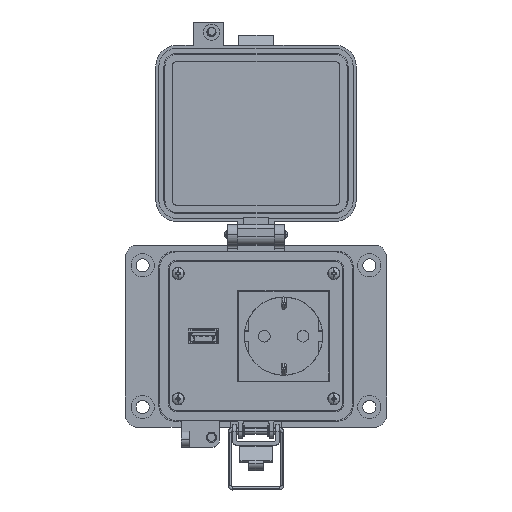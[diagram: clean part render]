
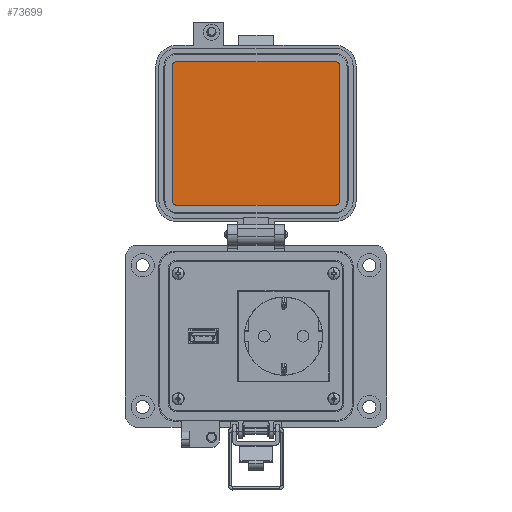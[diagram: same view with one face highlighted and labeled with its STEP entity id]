
A CAD part, top view. The second image highlights one B-rep face of the part: STEP entity #73699.
In plain terms, the highlighted planar face has unit normal (0, 0, 1).
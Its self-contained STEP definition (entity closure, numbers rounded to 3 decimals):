
#118 = DIRECTION ( 'NONE',  ( 1., 0., 0. ) ) ;
#2934 = DIRECTION ( 'NONE',  ( 0., -1., 0. ) ) ;
#2986 = VERTEX_POINT ( 'NONE', #55052 ) ;
#5402 = VERTEX_POINT ( 'NONE', #29704 ) ;
#6369 = CARTESIAN_POINT ( 'NONE',  ( 39.871, 130.108, 19.202 ) ) ;
#7482 = LINE ( 'NONE', #22025, #28730 ) ;
#10266 = DIRECTION ( 'NONE',  ( -1., 0., 0. ) ) ;
#10382 = CARTESIAN_POINT ( 'NONE',  ( 35.912, 128.688, 19.202 ) ) ;
#11046 = VECTOR ( 'NONE', #10266, 1000. ) ;
#11443 = VERTEX_POINT ( 'NONE', #50138 ) ;
#11837 = LINE ( 'NONE', #56721, #52289 ) ;
#11997 = AXIS2_PLACEMENT_3D ( 'NONE', #67523, #67101, #2934 ) ;
#14972 = ORIENTED_EDGE ( 'NONE', *, *, #52439, .F. ) ;
#17318 = EDGE_LOOP ( 'NONE', ( #77463, #56020, #80548, #47067, #14972, #60827, #52939, #39782 ) ) ;
#18151 = CARTESIAN_POINT ( 'NONE',  ( -3.279, 128.688, 19.202 ) ) ;
#21549 = CIRCLE ( 'NONE', #32456, 2.299 ) ;
#22025 = CARTESIAN_POINT ( 'NONE',  ( 38.212, 93.196, 19.202 ) ) ;
#23250 = CIRCLE ( 'NONE', #84633, 2.299 ) ;
#24267 = DIRECTION ( 'NONE',  ( 0., 1., 0. ) ) ;
#25216 = FACE_OUTER_BOUND ( 'NONE', #17318, .T. ) ;
#26089 = EDGE_CURVE ( 'NONE', #5402, #36145, #42755, .T. ) ;
#26821 = DIRECTION ( 'NONE',  ( 1., 0., 0. ) ) ;
#28045 = AXIS2_PLACEMENT_3D ( 'NONE', #6369, #58094, #51682 ) ;
#28286 = CARTESIAN_POINT ( 'NONE',  ( -42.469, 126.389, 19.202 ) ) ;
#28730 = VECTOR ( 'NONE', #39957, 1000. ) ;
#28766 = EDGE_CURVE ( 'NONE', #2986, #5402, #62457, .T. ) ;
#29103 = EDGE_CURVE ( 'NONE', #36145, #11443, #21549, .T. ) ;
#29316 = AXIS2_PLACEMENT_3D ( 'NONE', #83546, #51428, #118 ) ;
#29704 = CARTESIAN_POINT ( 'NONE',  ( 35.912, 57.705, 19.202 ) ) ;
#31080 = VERTEX_POINT ( 'NONE', #51923 ) ;
#31430 = VERTEX_POINT ( 'NONE', #10382 ) ;
#32456 = AXIS2_PLACEMENT_3D ( 'NONE', #52045, #79411, #26821 ) ;
#36145 = VERTEX_POINT ( 'NONE', #43676 ) ;
#36534 = VECTOR ( 'NONE', #44182, 1000. ) ;
#39196 = VERTEX_POINT ( 'NONE', #46953 ) ;
#39782 = ORIENTED_EDGE ( 'NONE', *, *, #26089, .F. ) ;
#39957 = DIRECTION ( 'NONE',  ( 0., -1., 0. ) ) ;
#42342 = DIRECTION ( 'NONE',  ( 0., -1., 0. ) ) ;
#42755 = LINE ( 'NONE', #68852, #11046 ) ;
#43676 = CARTESIAN_POINT ( 'NONE',  ( -42.469, 57.705, 19.202 ) ) ;
#44182 = DIRECTION ( 'NONE',  ( 1., 0., 0. ) ) ;
#46953 = CARTESIAN_POINT ( 'NONE',  ( -44.769, 126.389, 19.202 ) ) ;
#47067 = ORIENTED_EDGE ( 'NONE', *, *, #70520, .F. ) ;
#48336 = DIRECTION ( 'NONE',  ( 0., 0., -1. ) ) ;
#50138 = CARTESIAN_POINT ( 'NONE',  ( -44.769, 60.004, 19.202 ) ) ;
#50594 = LINE ( 'NONE', #18151, #36534 ) ;
#51428 = DIRECTION ( 'NONE',  ( 0., 0., -1. ) ) ;
#51682 = DIRECTION ( 'NONE',  ( -1., 0., 0. ) ) ;
#51923 = CARTESIAN_POINT ( 'NONE',  ( 38.212, 126.389, 19.202 ) ) ;
#52045 = CARTESIAN_POINT ( 'NONE',  ( -42.469, 60.004, 19.202 ) ) ;
#52168 = EDGE_CURVE ( 'NONE', #31080, #2986, #7482, .T. ) ;
#52289 = VECTOR ( 'NONE', #24267, 1000. ) ;
#52439 = EDGE_CURVE ( 'NONE', #39196, #76386, #23250, .T. ) ;
#52500 = CARTESIAN_POINT ( 'NONE',  ( -42.469, 128.688, 19.202 ) ) ;
#52939 = ORIENTED_EDGE ( 'NONE', *, *, #29103, .F. ) ;
#54647 = EDGE_CURVE ( 'NONE', #11443, #39196, #11837, .T. ) ;
#55052 = CARTESIAN_POINT ( 'NONE',  ( 38.212, 60.004, 19.202 ) ) ;
#56020 = ORIENTED_EDGE ( 'NONE', *, *, #52168, .F. ) ;
#56721 = CARTESIAN_POINT ( 'NONE',  ( -44.769, 93.196, 19.202 ) ) ;
#58094 = DIRECTION ( 'NONE',  ( 0., 0., 1. ) ) ;
#60827 = ORIENTED_EDGE ( 'NONE', *, *, #54647, .F. ) ;
#62457 = CIRCLE ( 'NONE', #11997, 2.299 ) ;
#63675 = PLANE ( 'NONE',  #28045 ) ;
#64249 = EDGE_CURVE ( 'NONE', #31430, #31080, #82593, .T. ) ;
#67101 = DIRECTION ( 'NONE',  ( 0., 0., -1. ) ) ;
#67523 = CARTESIAN_POINT ( 'NONE',  ( 35.912, 60.004, 19.202 ) ) ;
#68852 = CARTESIAN_POINT ( 'NONE',  ( -3.279, 57.705, 19.202 ) ) ;
#70520 = EDGE_CURVE ( 'NONE', #76386, #31430, #50594, .T. ) ;
#73699 = ADVANCED_FACE ( 'NONE', ( #25216 ), #63675, .T. ) ;
#76386 = VERTEX_POINT ( 'NONE', #52500 ) ;
#77463 = ORIENTED_EDGE ( 'NONE', *, *, #28766, .F. ) ;
#79411 = DIRECTION ( 'NONE',  ( 0., 0., -1. ) ) ;
#80548 = ORIENTED_EDGE ( 'NONE', *, *, #64249, .F. ) ;
#82593 = CIRCLE ( 'NONE', #29316, 2.299 ) ;
#83546 = CARTESIAN_POINT ( 'NONE',  ( 35.912, 126.389, 19.202 ) ) ;
#84633 = AXIS2_PLACEMENT_3D ( 'NONE', #28286, #48336, #42342 ) ;
